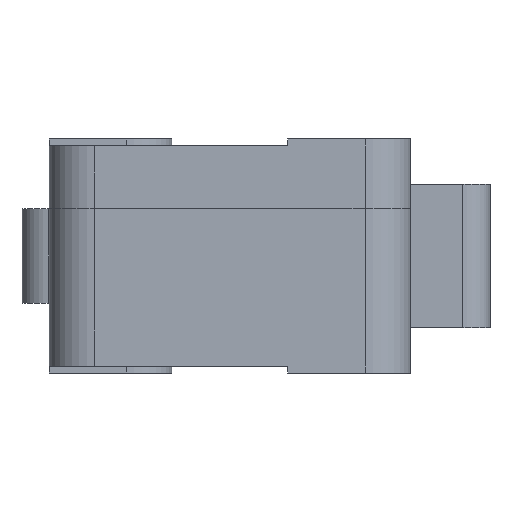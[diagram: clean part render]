
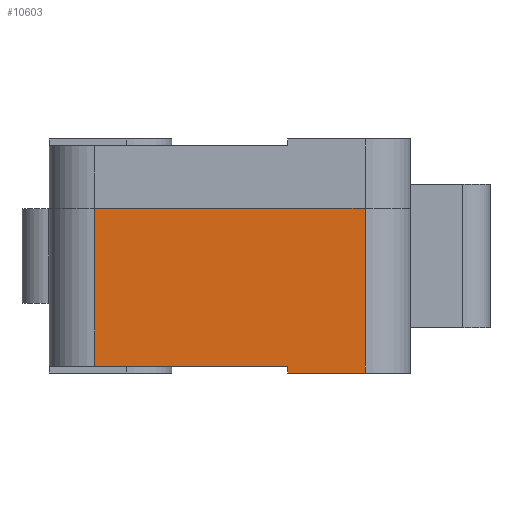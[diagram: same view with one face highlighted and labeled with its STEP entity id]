
A CAD part, left-side view. The second image highlights one B-rep face of the part: STEP entity #10603.
In plain terms, the highlighted planar face has unit normal (-1, 0, 0).
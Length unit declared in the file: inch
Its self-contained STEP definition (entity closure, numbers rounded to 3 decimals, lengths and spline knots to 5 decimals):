
#597=PLANE('',#11233);
#978=FACE_OUTER_BOUND('',#1573,.T.);
#1573=EDGE_LOOP('',(#7428,#7429,#7430,#7431,#7432,#7433));
#2236=LINE('',#14037,#3417);
#2240=LINE('',#14049,#3421);
#2241=LINE('',#14051,#3422);
#2242=LINE('',#14053,#3423);
#2243=LINE('',#14055,#3424);
#2244=LINE('',#14056,#3425);
#3417=VECTOR('',#11824,0.3937);
#3421=VECTOR('',#11836,0.3937);
#3422=VECTOR('',#11837,0.3937);
#3423=VECTOR('',#11838,0.3937);
#3424=VECTOR('',#11839,0.3937);
#3425=VECTOR('',#11840,0.3937);
#4682=VERTEX_POINT('',#14034);
#4683=VERTEX_POINT('',#14036);
#4687=VERTEX_POINT('',#14048);
#4688=VERTEX_POINT('',#14050);
#4689=VERTEX_POINT('',#14052);
#4690=VERTEX_POINT('',#14054);
#5764=EDGE_CURVE('',#4683,#4682,#2236,.T.);
#5770=EDGE_CURVE('',#4682,#4687,#2240,.T.);
#5771=EDGE_CURVE('',#4688,#4687,#2241,.T.);
#5772=EDGE_CURVE('',#4688,#4689,#2242,.T.);
#5773=EDGE_CURVE('',#4689,#4690,#2243,.T.);
#5774=EDGE_CURVE('',#4683,#4690,#2244,.T.);
#7428=ORIENTED_EDGE('',*,*,#5770,.T.);
#7429=ORIENTED_EDGE('',*,*,#5771,.F.);
#7430=ORIENTED_EDGE('',*,*,#5772,.T.);
#7431=ORIENTED_EDGE('',*,*,#5773,.T.);
#7432=ORIENTED_EDGE('',*,*,#5774,.F.);
#7433=ORIENTED_EDGE('',*,*,#5764,.T.);
#10603=ADVANCED_FACE('',(#978),#597,.T.);
#11233=AXIS2_PLACEMENT_3D('',#14047,#11834,#11835);
#11824=DIRECTION('',(0.,0.,1.));
#11834=DIRECTION('center_axis',(-1.,0.,0.));
#11835=DIRECTION('ref_axis',(0.,0.,1.));
#11836=DIRECTION('',(0.,1.,0.));
#11837=DIRECTION('',(0.,0.,1.));
#11838=DIRECTION('',(0.,-1.,0.));
#11839=DIRECTION('',(0.,0.,-1.));
#11840=DIRECTION('',(0.,1.,0.));
#14034=CARTESIAN_POINT('',(-1.13386,-0.21555,0.28543));
#14036=CARTESIAN_POINT('',(-1.13386,-0.21555,0.));
#14037=CARTESIAN_POINT('',(-1.13386,-0.21555,0.));
#14047=CARTESIAN_POINT('Origin',(-1.13386,-0.21555,0.));
#14048=CARTESIAN_POINT('',(-1.13386,0.25295,0.28543));
#14049=CARTESIAN_POINT('',(-1.13386,0.05809,0.28543));
#14050=CARTESIAN_POINT('',(-1.13386,0.25295,0.01181));
#14051=CARTESIAN_POINT('',(-1.13386,0.25295,0.));
#14052=CARTESIAN_POINT('',(-1.13386,-0.08169,0.01181));
#14053=CARTESIAN_POINT('',(-1.13386,-0.09684,0.01181));
#14054=CARTESIAN_POINT('',(-1.13386,-0.08169,0.));
#14055=CARTESIAN_POINT('',(-1.13386,-0.08169,0.));
#14056=CARTESIAN_POINT('',(-1.13386,-0.21555,0.));
